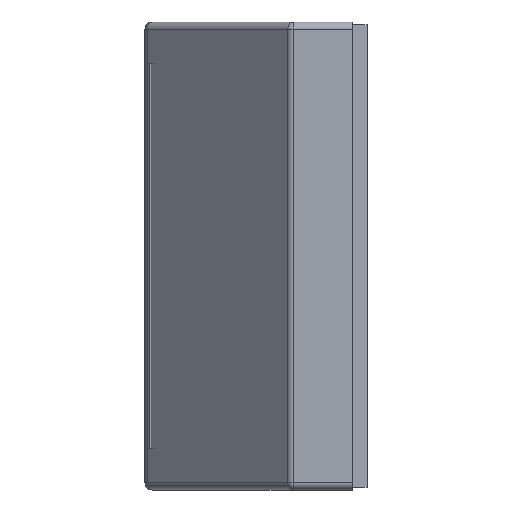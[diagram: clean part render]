
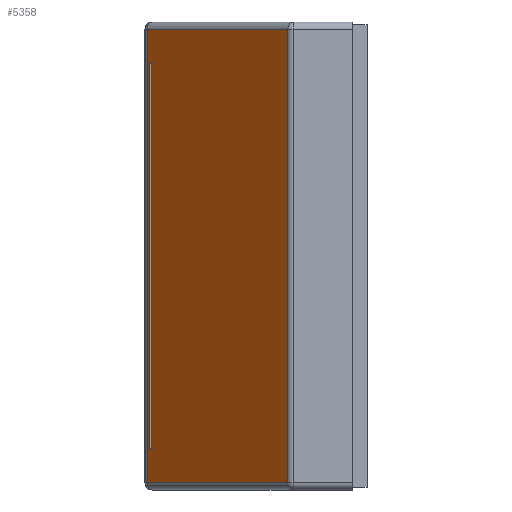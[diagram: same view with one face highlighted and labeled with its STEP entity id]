
A CAD part, left-side view. The second image highlights one B-rep face of the part: STEP entity #5358.
In plain terms, the highlighted planar face has unit normal (-0.707, 0.707, 0).
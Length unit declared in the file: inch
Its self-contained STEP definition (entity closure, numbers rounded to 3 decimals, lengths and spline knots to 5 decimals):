
#228 = FACE_OUTER_BOUND ( 'NONE', #3634, .T. ) ;
#377 = DIRECTION ( 'NONE',  ( 0., 0., -1. ) ) ;
#468 = CARTESIAN_POINT ( 'NONE',  ( -4.1444, -1.90031, -3.01181 ) ) ;
#906 = VERTEX_POINT ( 'NONE', #10066 ) ;
#964 = LINE ( 'NONE', #4659, #7521 ) ;
#1109 = VERTEX_POINT ( 'NONE', #468 ) ;
#1177 = EDGE_CURVE ( 'NONE', #1109, #906, #964, .T. ) ;
#2672 = ORIENTED_EDGE ( 'NONE', *, *, #14558, .T. ) ;
#3444 = ORIENTED_EDGE ( 'NONE', *, *, #1177, .T. ) ;
#3533 = VECTOR ( 'NONE', #7849, 39.37008 ) ;
#3634 = EDGE_LOOP ( 'NONE', ( #3444, #13835, #5651, #2672 ) ) ;
#3931 = CARTESIAN_POINT ( 'NONE',  ( -4.17323, -1.92913, 3.11024 ) ) ;
#3994 = CARTESIAN_POINT ( 'NONE',  ( -2.27292, -0.02883, 3.11024 ) ) ;
#4659 = CARTESIAN_POINT ( 'NONE',  ( -4.1444, -1.90031, 3.11024 ) ) ;
#4683 = CARTESIAN_POINT ( 'NONE',  ( -2.24409, 0., 3.01181 ) ) ;
#4993 = VECTOR ( 'NONE', #377, 39.37008 ) ;
#5048 = DIRECTION ( 'NONE',  ( 0.707, 0.707, 0. ) ) ;
#5358 = ADVANCED_FACE ( 'NONE', ( #228 ), #12144, .F. ) ;
#5452 = VECTOR ( 'NONE', #13308, 39.37008 ) ;
#5651 = ORIENTED_EDGE ( 'NONE', *, *, #13574, .T. ) ;
#7189 = LINE ( 'NONE', #4683, #5452 ) ;
#7277 = DIRECTION ( 'NONE',  ( 0.707, -0.707, 0. ) ) ;
#7395 = CARTESIAN_POINT ( 'NONE',  ( -2.27292, -0.02883, 3.01181 ) ) ;
#7521 = VECTOR ( 'NONE', #15197, 39.37008 ) ;
#7601 = VERTEX_POINT ( 'NONE', #10925 ) ;
#7774 = EDGE_CURVE ( 'NONE', #906, #14455, #7189, .T. ) ;
#7849 = DIRECTION ( 'NONE',  ( -0.707, -0.707, 0. ) ) ;
#7943 = AXIS2_PLACEMENT_3D ( 'NONE', #3931, #7277, #5048 ) ;
#7998 = CARTESIAN_POINT ( 'NONE',  ( -4.17323, -1.92913, -3.01181 ) ) ;
#10066 = CARTESIAN_POINT ( 'NONE',  ( -4.1444, -1.90031, 3.01181 ) ) ;
#10925 = CARTESIAN_POINT ( 'NONE',  ( -2.27292, -0.02883, -3.01181 ) ) ;
#12144 = PLANE ( 'NONE',  #7943 ) ;
#13308 = DIRECTION ( 'NONE',  ( 0.707, 0.707, 0. ) ) ;
#13574 = EDGE_CURVE ( 'NONE', #14455, #7601, #14671, .T. ) ;
#13835 = ORIENTED_EDGE ( 'NONE', *, *, #7774, .T. ) ;
#14455 = VERTEX_POINT ( 'NONE', #7395 ) ;
#14558 = EDGE_CURVE ( 'NONE', #7601, #1109, #14870, .T. ) ;
#14671 = LINE ( 'NONE', #3994, #4993 ) ;
#14870 = LINE ( 'NONE', #7998, #3533 ) ;
#15197 = DIRECTION ( 'NONE',  ( 0., 0., 1. ) ) ;
